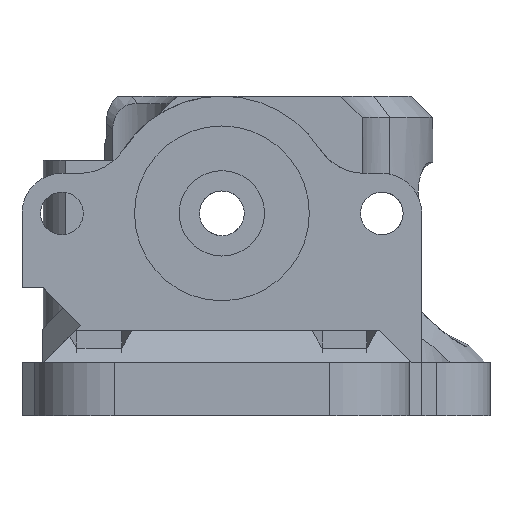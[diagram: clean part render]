
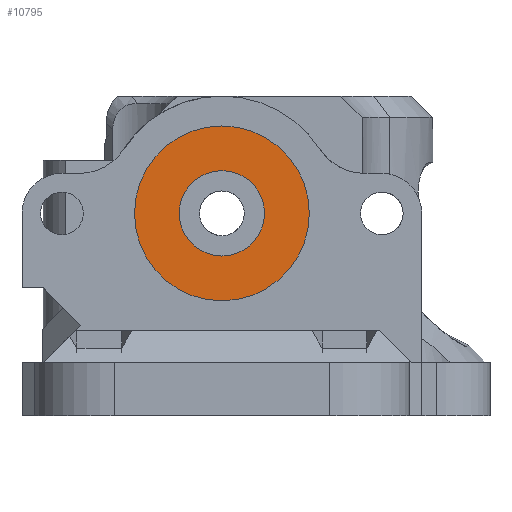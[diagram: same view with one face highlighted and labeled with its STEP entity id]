
A CAD part, front view. The second image highlights one B-rep face of the part: STEP entity #10795.
In plain terms, the highlighted planar face has unit normal (0, -1, 0).
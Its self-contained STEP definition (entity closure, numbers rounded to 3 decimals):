
#1059 = CIRCLE ( 'NONE', #7591, 4. ) ;
#1078 = DIRECTION ( 'NONE',  ( 0., 0., -1. ) ) ;
#1286 = CARTESIAN_POINT ( 'NONE',  ( -25.95, 12.35, 19. ) ) ;
#1494 = DIRECTION ( 'NONE',  ( 0., -1., 0. ) ) ;
#1554 = CARTESIAN_POINT ( 'NONE',  ( -25.95, 12.35, 15. ) ) ;
#2127 = DIRECTION ( 'NONE',  ( 0., 0., -1. ) ) ;
#2172 = CARTESIAN_POINT ( 'NONE',  ( -25.95, 12.35, 19. ) ) ;
#2194 = ORIENTED_EDGE ( 'NONE', *, *, #3762, .T. ) ;
#2250 = DIRECTION ( 'NONE',  ( 0., 0., -1. ) ) ;
#2495 = CARTESIAN_POINT ( 'NONE',  ( -25.95, 12.35, 23. ) ) ;
#2501 = AXIS2_PLACEMENT_3D ( 'NONE', #1286, #3109, #2250 ) ;
#2538 = PLANE ( 'NONE',  #4655 ) ;
#2604 = CIRCLE ( 'NONE', #9961, 8.2 ) ;
#2610 = VERTEX_POINT ( 'NONE', #2495 ) ;
#3109 = DIRECTION ( 'NONE',  ( 0., -1., 0. ) ) ;
#3455 = CARTESIAN_POINT ( 'NONE',  ( -25.95, 12.35, 27.2 ) ) ;
#3602 = FACE_BOUND ( 'NONE', #10830, .T. ) ;
#3762 = EDGE_CURVE ( 'NONE', #10763, #11534, #6128, .T. ) ;
#4655 = AXIS2_PLACEMENT_3D ( 'NONE', #8888, #7960, #9931 ) ;
#4759 = ORIENTED_EDGE ( 'NONE', *, *, #11572, .T. ) ;
#4900 = DIRECTION ( 'NONE',  ( 0., -1., 0. ) ) ;
#5050 = CARTESIAN_POINT ( 'NONE',  ( -25.95, 12.35, 10.8 ) ) ;
#5199 = EDGE_CURVE ( 'NONE', #2610, #9920, #1059, .T. ) ;
#5379 = EDGE_CURVE ( 'NONE', #9920, #2610, #11059, .T. ) ;
#5834 = EDGE_LOOP ( 'NONE', ( #2194, #4759 ) ) ;
#6128 = CIRCLE ( 'NONE', #2501, 8.2 ) ;
#6444 = CARTESIAN_POINT ( 'NONE',  ( -25.95, 12.35, 19. ) ) ;
#6941 = CARTESIAN_POINT ( 'NONE',  ( -25.95, 12.35, 19. ) ) ;
#7337 = DIRECTION ( 'NONE',  ( 0., -1., 0. ) ) ;
#7466 = FACE_OUTER_BOUND ( 'NONE', #5834, .T. ) ;
#7591 = AXIS2_PLACEMENT_3D ( 'NONE', #6444, #7337, #1078 ) ;
#7960 = DIRECTION ( 'NONE',  ( 0., -1., 0. ) ) ;
#8786 = DIRECTION ( 'NONE',  ( 0., 0., -1. ) ) ;
#8888 = CARTESIAN_POINT ( 'NONE',  ( -25.95, 12.35, 19. ) ) ;
#9442 = AXIS2_PLACEMENT_3D ( 'NONE', #2172, #4900, #2127 ) ;
#9920 = VERTEX_POINT ( 'NONE', #1554 ) ;
#9931 = DIRECTION ( 'NONE',  ( 0., 0., -1. ) ) ;
#9961 = AXIS2_PLACEMENT_3D ( 'NONE', #6941, #1494, #8786 ) ;
#10270 = ORIENTED_EDGE ( 'NONE', *, *, #5199, .F. ) ;
#10436 = ORIENTED_EDGE ( 'NONE', *, *, #5379, .F. ) ;
#10763 = VERTEX_POINT ( 'NONE', #5050 ) ;
#10795 = ADVANCED_FACE ( 'NONE', ( #7466, #3602 ), #2538, .T. ) ;
#10830 = EDGE_LOOP ( 'NONE', ( #10436, #10270 ) ) ;
#11059 = CIRCLE ( 'NONE', #9442, 4. ) ;
#11534 = VERTEX_POINT ( 'NONE', #3455 ) ;
#11572 = EDGE_CURVE ( 'NONE', #11534, #10763, #2604, .T. ) ;
